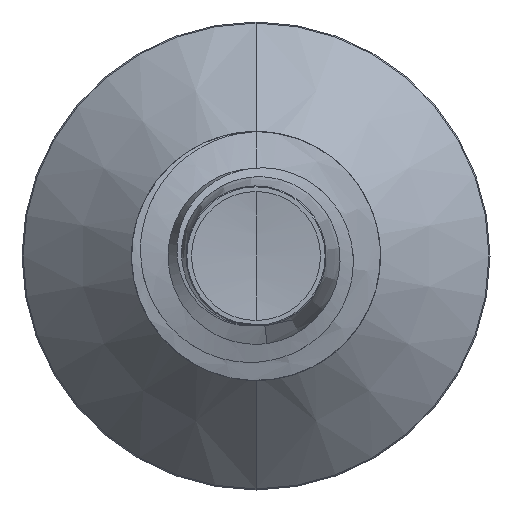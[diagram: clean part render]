
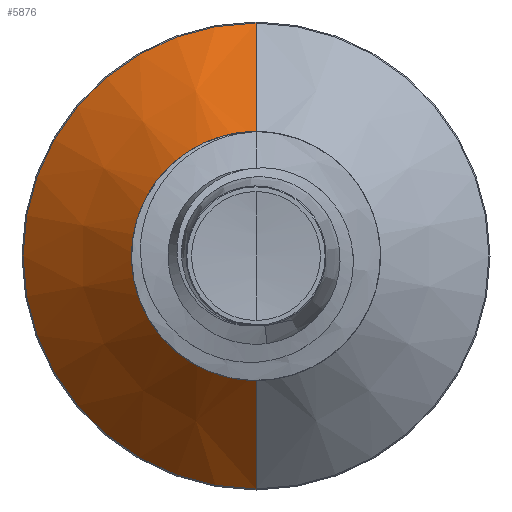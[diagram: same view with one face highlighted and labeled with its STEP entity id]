
A CAD part, front view. The second image highlights one B-rep face of the part: STEP entity #5876.
In plain terms, the highlighted conical face has half-angle 45 degrees and reference radius 1.189 mm.
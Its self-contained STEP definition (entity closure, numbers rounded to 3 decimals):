
#582 = EDGE_CURVE ( 'NONE', #13654, #15014, #4352, .T. ) ;
#1357 = DIRECTION ( 'NONE',  ( 0., 0., 1. ) ) ;
#1369 = DIRECTION ( 'NONE',  ( 0., 1., 0. ) ) ;
#1430 = CARTESIAN_POINT ( 'NONE',  ( 0., 8.439, 0. ) ) ;
#1598 = DIRECTION ( 'NONE',  ( 0., 0.707, -0.707 ) ) ;
#1636 = CARTESIAN_POINT ( 'NONE',  ( 0., 7.289, -1.189 ) ) ;
#1729 = ORIENTED_EDGE ( 'NONE', *, *, #15517, .F. ) ;
#1940 = ORIENTED_EDGE ( 'NONE', *, *, #15644, .T. ) ;
#2317 = EDGE_LOOP ( 'NONE', ( #13309, #15853, #1940, #1729 ) ) ;
#2726 = DIRECTION ( 'NONE',  ( 0., 0.707, 0.707 ) ) ;
#2733 = CARTESIAN_POINT ( 'NONE',  ( 0., 7.289, 1.189 ) ) ;
#2858 = FACE_OUTER_BOUND ( 'NONE', #2317, .T. ) ;
#3244 = CIRCLE ( 'NONE', #3840, 2.339 ) ;
#3840 = AXIS2_PLACEMENT_3D ( 'NONE', #1430, #1369, #1357 ) ;
#4352 = CIRCLE ( 'NONE', #14758, 1.189 ) ;
#5290 = VECTOR ( 'NONE', #2726, 1000. ) ;
#5876 = ADVANCED_FACE ( 'NONE', ( #2858 ), #12051, .T. ) ;
#6063 = DIRECTION ( 'NONE',  ( 0., 0., 1. ) ) ;
#6655 = CARTESIAN_POINT ( 'NONE',  ( 0., 8.439, -2.339 ) ) ;
#7462 = LINE ( 'NONE', #1636, #13738 ) ;
#8699 = VERTEX_POINT ( 'NONE', #6655 ) ;
#8994 = CARTESIAN_POINT ( 'NONE',  ( 0., 7.289, 0. ) ) ;
#9009 = DIRECTION ( 'NONE',  ( 0., 1., 0. ) ) ;
#9079 = CARTESIAN_POINT ( 'NONE',  ( 0., 7.289, -1.189 ) ) ;
#9261 = CARTESIAN_POINT ( 'NONE',  ( 0., 7.289, 1.189 ) ) ;
#9368 = LINE ( 'NONE', #2733, #5290 ) ;
#9602 = CARTESIAN_POINT ( 'NONE',  ( 0., 8.439, 2.339 ) ) ;
#12051 = CONICAL_SURFACE ( 'NONE', #14175, 1.189, 0.785 ) ;
#13309 = ORIENTED_EDGE ( 'NONE', *, *, #14831, .F. ) ;
#13470 = VERTEX_POINT ( 'NONE', #9602 ) ;
#13654 = VERTEX_POINT ( 'NONE', #9079 ) ;
#13738 = VECTOR ( 'NONE', #1598, 1000. ) ;
#14175 = AXIS2_PLACEMENT_3D ( 'NONE', #16739, #16599, #16609 ) ;
#14758 = AXIS2_PLACEMENT_3D ( 'NONE', #8994, #9009, #6063 ) ;
#14831 = EDGE_CURVE ( 'NONE', #13654, #8699, #7462, .T. ) ;
#15014 = VERTEX_POINT ( 'NONE', #9261 ) ;
#15517 = EDGE_CURVE ( 'NONE', #8699, #13470, #3244, .T. ) ;
#15644 = EDGE_CURVE ( 'NONE', #15014, #13470, #9368, .T. ) ;
#15853 = ORIENTED_EDGE ( 'NONE', *, *, #582, .T. ) ;
#16599 = DIRECTION ( 'NONE',  ( 0., 1., 0. ) ) ;
#16609 = DIRECTION ( 'NONE',  ( 0., 0., 1. ) ) ;
#16739 = CARTESIAN_POINT ( 'NONE',  ( 0., 7.289, 0. ) ) ;
